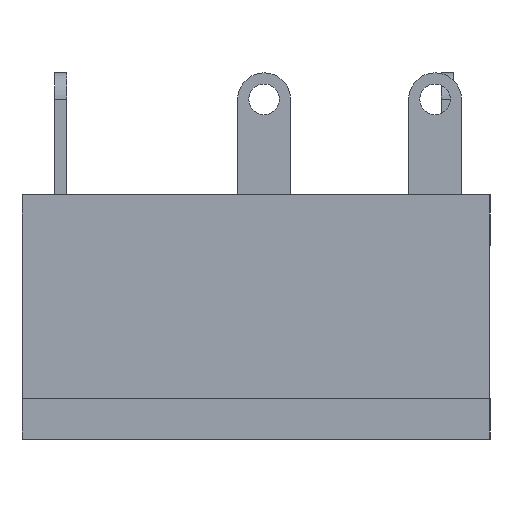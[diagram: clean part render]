
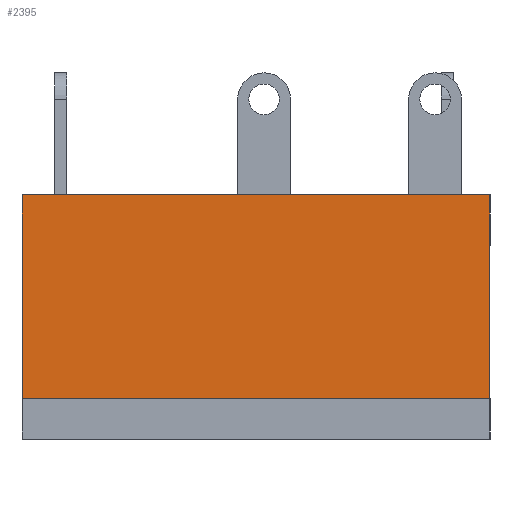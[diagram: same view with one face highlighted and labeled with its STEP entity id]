
A CAD part, left-side view. The second image highlights one B-rep face of the part: STEP entity #2395.
In plain terms, the highlighted planar face has unit normal (-1, 0, 0).
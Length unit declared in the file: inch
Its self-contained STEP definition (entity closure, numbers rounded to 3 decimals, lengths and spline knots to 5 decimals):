
#4 = DIRECTION ( 'NONE',  ( 0., 0., -1. ) ) ;
#70 = DIRECTION ( 'NONE',  ( 0., 0., 1. ) ) ;
#169 = CARTESIAN_POINT ( 'NONE',  ( -0.68898, 0.23425, -0.11811 ) ) ;
#176 = CARTESIAN_POINT ( 'NONE',  ( -0.68898, 0.23425, 0.11811 ) ) ;
#232 = LINE ( 'NONE', #288, #1391 ) ;
#264 = DIRECTION ( 'NONE',  ( 0., 0., 1. ) ) ;
#267 = LINE ( 'NONE', #813, #1736 ) ;
#288 = CARTESIAN_POINT ( 'NONE',  ( -0.68898, 0.23425, -0.11811 ) ) ;
#427 = EDGE_CURVE ( 'NONE', #759, #1422, #232, .T. ) ;
#561 = DIRECTION ( 'NONE',  ( 1., 0., 0. ) ) ;
#681 = AXIS2_PLACEMENT_3D ( 'NONE', #169, #561, #4 ) ;
#759 = VERTEX_POINT ( 'NONE', #1460 ) ;
#763 = CARTESIAN_POINT ( 'NONE',  ( -0.68898, -0.2185, -0.11811 ) ) ;
#784 = VECTOR ( 'NONE', #1311, 39.37008 ) ;
#813 = CARTESIAN_POINT ( 'NONE',  ( -0.68898, -0.2185, -0.07874 ) ) ;
#1096 = EDGE_LOOP ( 'NONE', ( #2330, #1474, #1176, #1376 ) ) ;
#1176 = ORIENTED_EDGE ( 'NONE', *, *, #1271, .F. ) ;
#1271 = EDGE_CURVE ( 'NONE', #1422, #1753, #2325, .T. ) ;
#1311 = DIRECTION ( 'NONE',  ( 0., -1., 0. ) ) ;
#1376 = ORIENTED_EDGE ( 'NONE', *, *, #427, .F. ) ;
#1391 = VECTOR ( 'NONE', #70, 39.37008 ) ;
#1400 = EDGE_CURVE ( 'NONE', #1813, #1753, #2148, .T. ) ;
#1420 = DIRECTION ( 'NONE',  ( 0., 1., 0. ) ) ;
#1422 = VERTEX_POINT ( 'NONE', #1968 ) ;
#1460 = CARTESIAN_POINT ( 'NONE',  ( -0.68898, 0.23425, -0.07874 ) ) ;
#1474 = ORIENTED_EDGE ( 'NONE', *, *, #1400, .T. ) ;
#1565 = CARTESIAN_POINT ( 'NONE',  ( -0.68898, -0.2185, -0.07874 ) ) ;
#1610 = VECTOR ( 'NONE', #264, 39.37008 ) ;
#1736 = VECTOR ( 'NONE', #1420, 39.37008 ) ;
#1753 = VERTEX_POINT ( 'NONE', #2296 ) ;
#1813 = VERTEX_POINT ( 'NONE', #1565 ) ;
#1968 = CARTESIAN_POINT ( 'NONE',  ( -0.68898, 0.23425, 0.11811 ) ) ;
#2143 = EDGE_CURVE ( 'NONE', #1813, #759, #267, .T. ) ;
#2148 = LINE ( 'NONE', #763, #1610 ) ;
#2169 = PLANE ( 'NONE',  #681 ) ;
#2296 = CARTESIAN_POINT ( 'NONE',  ( -0.68898, -0.2185, 0.11811 ) ) ;
#2325 = LINE ( 'NONE', #176, #784 ) ;
#2330 = ORIENTED_EDGE ( 'NONE', *, *, #2143, .F. ) ;
#2352 = FACE_OUTER_BOUND ( 'NONE', #1096, .T. ) ;
#2395 = ADVANCED_FACE ( 'NONE', ( #2352 ), #2169, .F. ) ;
